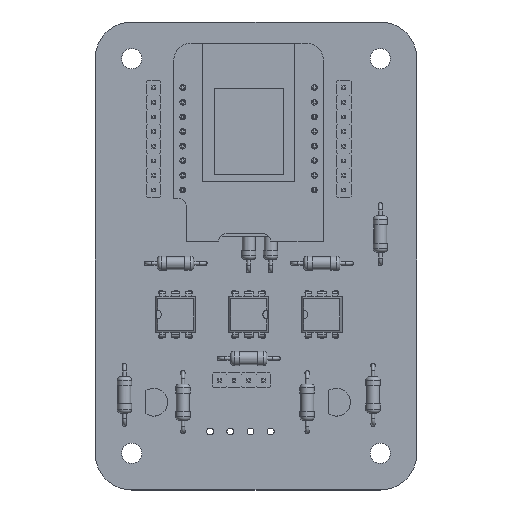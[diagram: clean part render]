
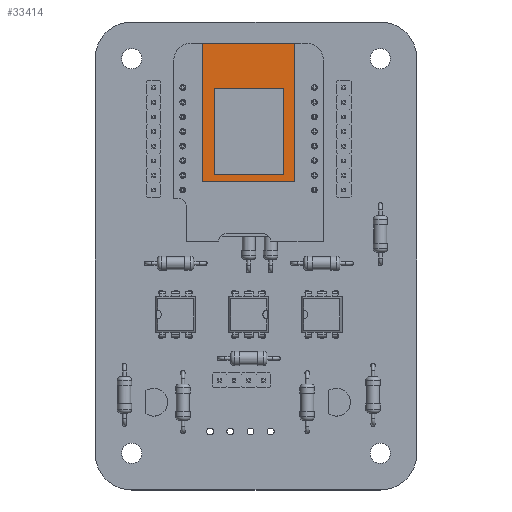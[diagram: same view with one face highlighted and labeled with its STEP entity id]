
A CAD part, top view. The second image highlights one B-rep face of the part: STEP entity #33414.
In plain terms, the highlighted planar face has unit normal (0, 0, 1).
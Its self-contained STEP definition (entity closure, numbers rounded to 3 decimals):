
#30668 = PLANE('',#30669);
#30669 = AXIS2_PLACEMENT_3D('',#30670,#30671,#30672);
#30670 = CARTESIAN_POINT('',(19.42,-16.27,11.1));
#30671 = DIRECTION('',(-1.,0.,0.));
#30672 = DIRECTION('',(0.,1.,0.));
#30696 = PLANE('',#30697);
#30697 = AXIS2_PLACEMENT_3D('',#30698,#30699,#30700);
#30698 = CARTESIAN_POINT('',(3.42,-16.27,11.1));
#30699 = DIRECTION('',(0.,1.,0.));
#30700 = DIRECTION('',(1.,0.,0.));
#30724 = PLANE('',#30725);
#30725 = AXIS2_PLACEMENT_3D('',#30726,#30727,#30728);
#30726 = CARTESIAN_POINT('',(3.42,7.73,11.1));
#30727 = DIRECTION('',(1.,0.,0.));
#30728 = DIRECTION('',(0.,-1.,0.));
#32165 = PLANE('',#32166);
#32166 = AXIS2_PLACEMENT_3D('',#32167,#32168,#32169);
#32167 = CARTESIAN_POINT('',(19.42,7.73,11.1));
#32168 = DIRECTION('',(0.,-1.,0.));
#32169 = DIRECTION('',(-1.,0.,0.));
#32203 = VERTEX_POINT('',#32204);
#32204 = CARTESIAN_POINT('',(3.42,7.73,12.3));
#32225 = EDGE_CURVE('',#32203,#32226,#32228,.T.);
#32226 = VERTEX_POINT('',#32227);
#32227 = CARTESIAN_POINT('',(3.42,-16.27,12.3));
#32228 = SURFACE_CURVE('',#32229,(#32233,#32240),.PCURVE_S1.);
#32229 = LINE('',#32230,#32231);
#32230 = CARTESIAN_POINT('',(3.42,7.73,12.3));
#32231 = VECTOR('',#32232,1.);
#32232 = DIRECTION('',(0.,-1.,0.));
#32233 = PCURVE('',#30724,#32234);
#32234 = DEFINITIONAL_REPRESENTATION('',(#32235),#32239);
#32235 = LINE('',#32236,#32237);
#32236 = CARTESIAN_POINT('',(0.,-1.2));
#32237 = VECTOR('',#32238,1.);
#32238 = DIRECTION('',(1.,0.));
#32239 = ( GEOMETRIC_REPRESENTATION_CONTEXT(2) 
PARAMETRIC_REPRESENTATION_CONTEXT() REPRESENTATION_CONTEXT('2D SPACE',''
  ) );
#32240 = PCURVE('',#32241,#32246);
#32241 = PLANE('',#32242);
#32242 = AXIS2_PLACEMENT_3D('',#32243,#32244,#32245);
#32243 = CARTESIAN_POINT('',(11.42,-4.27,12.3));
#32244 = DIRECTION('',(0.,0.,1.));
#32245 = DIRECTION('',(1.,0.,-0.));
#32246 = DEFINITIONAL_REPRESENTATION('',(#32247),#32251);
#32247 = LINE('',#32248,#32249);
#32248 = CARTESIAN_POINT('',(-8.,12.));
#32249 = VECTOR('',#32250,1.);
#32250 = DIRECTION('',(0.,-1.));
#32251 = ( GEOMETRIC_REPRESENTATION_CONTEXT(2) 
PARAMETRIC_REPRESENTATION_CONTEXT() REPRESENTATION_CONTEXT('2D SPACE',''
  ) );
#32279 = EDGE_CURVE('',#32226,#32280,#32282,.T.);
#32280 = VERTEX_POINT('',#32281);
#32281 = CARTESIAN_POINT('',(19.42,-16.27,12.3));
#32282 = SURFACE_CURVE('',#32283,(#32287,#32294),.PCURVE_S1.);
#32283 = LINE('',#32284,#32285);
#32284 = CARTESIAN_POINT('',(3.42,-16.27,12.3));
#32285 = VECTOR('',#32286,1.);
#32286 = DIRECTION('',(1.,0.,0.));
#32287 = PCURVE('',#30696,#32288);
#32288 = DEFINITIONAL_REPRESENTATION('',(#32289),#32293);
#32289 = LINE('',#32290,#32291);
#32290 = CARTESIAN_POINT('',(0.,-1.2));
#32291 = VECTOR('',#32292,1.);
#32292 = DIRECTION('',(1.,0.));
#32293 = ( GEOMETRIC_REPRESENTATION_CONTEXT(2) 
PARAMETRIC_REPRESENTATION_CONTEXT() REPRESENTATION_CONTEXT('2D SPACE',''
  ) );
#32294 = PCURVE('',#32241,#32295);
#32295 = DEFINITIONAL_REPRESENTATION('',(#32296),#32300);
#32296 = LINE('',#32297,#32298);
#32297 = CARTESIAN_POINT('',(-8.,-12.));
#32298 = VECTOR('',#32299,1.);
#32299 = DIRECTION('',(1.,0.));
#32300 = ( GEOMETRIC_REPRESENTATION_CONTEXT(2) 
PARAMETRIC_REPRESENTATION_CONTEXT() REPRESENTATION_CONTEXT('2D SPACE',''
  ) );
#32328 = EDGE_CURVE('',#32280,#32329,#32331,.T.);
#32329 = VERTEX_POINT('',#32330);
#32330 = CARTESIAN_POINT('',(19.42,7.73,12.3));
#32331 = SURFACE_CURVE('',#32332,(#32336,#32343),.PCURVE_S1.);
#32332 = LINE('',#32333,#32334);
#32333 = CARTESIAN_POINT('',(19.42,-16.27,12.3));
#32334 = VECTOR('',#32335,1.);
#32335 = DIRECTION('',(0.,1.,0.));
#32336 = PCURVE('',#30668,#32337);
#32337 = DEFINITIONAL_REPRESENTATION('',(#32338),#32342);
#32338 = LINE('',#32339,#32340);
#32339 = CARTESIAN_POINT('',(0.,-1.2));
#32340 = VECTOR('',#32341,1.);
#32341 = DIRECTION('',(1.,0.));
#32342 = ( GEOMETRIC_REPRESENTATION_CONTEXT(2) 
PARAMETRIC_REPRESENTATION_CONTEXT() REPRESENTATION_CONTEXT('2D SPACE',''
  ) );
#32343 = PCURVE('',#32241,#32344);
#32344 = DEFINITIONAL_REPRESENTATION('',(#32345),#32349);
#32345 = LINE('',#32346,#32347);
#32346 = CARTESIAN_POINT('',(8.,-12.));
#32347 = VECTOR('',#32348,1.);
#32348 = DIRECTION('',(0.,1.));
#32349 = ( GEOMETRIC_REPRESENTATION_CONTEXT(2) 
PARAMETRIC_REPRESENTATION_CONTEXT() REPRESENTATION_CONTEXT('2D SPACE',''
  ) );
#33392 = EDGE_CURVE('',#32329,#32203,#33393,.T.);
#33393 = SURFACE_CURVE('',#33394,(#33398,#33405),.PCURVE_S1.);
#33394 = LINE('',#33395,#33396);
#33395 = CARTESIAN_POINT('',(19.42,7.73,12.3));
#33396 = VECTOR('',#33397,1.);
#33397 = DIRECTION('',(-1.,0.,0.));
#33398 = PCURVE('',#32165,#33399);
#33399 = DEFINITIONAL_REPRESENTATION('',(#33400),#33404);
#33400 = LINE('',#33401,#33402);
#33401 = CARTESIAN_POINT('',(0.,-1.2));
#33402 = VECTOR('',#33403,1.);
#33403 = DIRECTION('',(1.,0.));
#33404 = ( GEOMETRIC_REPRESENTATION_CONTEXT(2) 
PARAMETRIC_REPRESENTATION_CONTEXT() REPRESENTATION_CONTEXT('2D SPACE',''
  ) );
#33405 = PCURVE('',#32241,#33406);
#33406 = DEFINITIONAL_REPRESENTATION('',(#33407),#33411);
#33407 = LINE('',#33408,#33409);
#33408 = CARTESIAN_POINT('',(8.,12.));
#33409 = VECTOR('',#33410,1.);
#33410 = DIRECTION('',(-1.,0.));
#33411 = ( GEOMETRIC_REPRESENTATION_CONTEXT(2) 
PARAMETRIC_REPRESENTATION_CONTEXT() REPRESENTATION_CONTEXT('2D SPACE',''
  ) );
#33414 = ADVANCED_FACE('',(#33415,#33421),#32241,.T.);
#33415 = FACE_BOUND('',#33416,.T.);
#33416 = EDGE_LOOP('',(#33417,#33418,#33419,#33420));
#33417 = ORIENTED_EDGE('',*,*,#32279,.T.);
#33418 = ORIENTED_EDGE('',*,*,#32328,.T.);
#33419 = ORIENTED_EDGE('',*,*,#33392,.T.);
#33420 = ORIENTED_EDGE('',*,*,#32225,.T.);
#33421 = FACE_BOUND('',#33422,.T.);
#33422 = EDGE_LOOP('',(#33423,#33453,#33481,#33509));
#33423 = ORIENTED_EDGE('',*,*,#33424,.F.);
#33424 = EDGE_CURVE('',#33425,#33427,#33429,.T.);
#33425 = VERTEX_POINT('',#33426);
#33426 = CARTESIAN_POINT('',(5.42,-15.07,12.3));
#33427 = VERTEX_POINT('',#33428);
#33428 = CARTESIAN_POINT('',(17.42,-15.07,12.3));
#33429 = SURFACE_CURVE('',#33430,(#33434,#33441),.PCURVE_S1.);
#33430 = LINE('',#33431,#33432);
#33431 = CARTESIAN_POINT('',(5.42,-15.07,12.3));
#33432 = VECTOR('',#33433,1.);
#33433 = DIRECTION('',(1.,0.,0.));
#33434 = PCURVE('',#32241,#33435);
#33435 = DEFINITIONAL_REPRESENTATION('',(#33436),#33440);
#33436 = LINE('',#33437,#33438);
#33437 = CARTESIAN_POINT('',(-6.,-10.8));
#33438 = VECTOR('',#33439,1.);
#33439 = DIRECTION('',(1.,0.));
#33440 = ( GEOMETRIC_REPRESENTATION_CONTEXT(2) 
PARAMETRIC_REPRESENTATION_CONTEXT() REPRESENTATION_CONTEXT('2D SPACE',''
  ) );
#33441 = PCURVE('',#33442,#33447);
#33442 = PLANE('',#33443);
#33443 = AXIS2_PLACEMENT_3D('',#33444,#33445,#33446);
#33444 = CARTESIAN_POINT('',(5.42,-15.07,12.3));
#33445 = DIRECTION('',(0.,1.,0.));
#33446 = DIRECTION('',(1.,0.,0.));
#33447 = DEFINITIONAL_REPRESENTATION('',(#33448),#33452);
#33448 = LINE('',#33449,#33450);
#33449 = CARTESIAN_POINT('',(0.,0.));
#33450 = VECTOR('',#33451,1.);
#33451 = DIRECTION('',(1.,0.));
#33452 = ( GEOMETRIC_REPRESENTATION_CONTEXT(2) 
PARAMETRIC_REPRESENTATION_CONTEXT() REPRESENTATION_CONTEXT('2D SPACE',''
  ) );
#33453 = ORIENTED_EDGE('',*,*,#33454,.F.);
#33454 = EDGE_CURVE('',#33455,#33425,#33457,.T.);
#33455 = VERTEX_POINT('',#33456);
#33456 = CARTESIAN_POINT('',(5.42,-0.07,12.3));
#33457 = SURFACE_CURVE('',#33458,(#33462,#33469),.PCURVE_S1.);
#33458 = LINE('',#33459,#33460);
#33459 = CARTESIAN_POINT('',(5.42,-0.07,12.3));
#33460 = VECTOR('',#33461,1.);
#33461 = DIRECTION('',(0.,-1.,0.));
#33462 = PCURVE('',#32241,#33463);
#33463 = DEFINITIONAL_REPRESENTATION('',(#33464),#33468);
#33464 = LINE('',#33465,#33466);
#33465 = CARTESIAN_POINT('',(-6.,4.2));
#33466 = VECTOR('',#33467,1.);
#33467 = DIRECTION('',(0.,-1.));
#33468 = ( GEOMETRIC_REPRESENTATION_CONTEXT(2) 
PARAMETRIC_REPRESENTATION_CONTEXT() REPRESENTATION_CONTEXT('2D SPACE',''
  ) );
#33469 = PCURVE('',#33470,#33475);
#33470 = PLANE('',#33471);
#33471 = AXIS2_PLACEMENT_3D('',#33472,#33473,#33474);
#33472 = CARTESIAN_POINT('',(5.42,-0.07,12.3));
#33473 = DIRECTION('',(1.,0.,0.));
#33474 = DIRECTION('',(0.,-1.,0.));
#33475 = DEFINITIONAL_REPRESENTATION('',(#33476),#33480);
#33476 = LINE('',#33477,#33478);
#33477 = CARTESIAN_POINT('',(0.,0.));
#33478 = VECTOR('',#33479,1.);
#33479 = DIRECTION('',(1.,0.));
#33480 = ( GEOMETRIC_REPRESENTATION_CONTEXT(2) 
PARAMETRIC_REPRESENTATION_CONTEXT() REPRESENTATION_CONTEXT('2D SPACE',''
  ) );
#33481 = ORIENTED_EDGE('',*,*,#33482,.F.);
#33482 = EDGE_CURVE('',#33483,#33455,#33485,.T.);
#33483 = VERTEX_POINT('',#33484);
#33484 = CARTESIAN_POINT('',(17.42,-0.07,12.3));
#33485 = SURFACE_CURVE('',#33486,(#33490,#33497),.PCURVE_S1.);
#33486 = LINE('',#33487,#33488);
#33487 = CARTESIAN_POINT('',(17.42,-0.07,12.3));
#33488 = VECTOR('',#33489,1.);
#33489 = DIRECTION('',(-1.,0.,0.));
#33490 = PCURVE('',#32241,#33491);
#33491 = DEFINITIONAL_REPRESENTATION('',(#33492),#33496);
#33492 = LINE('',#33493,#33494);
#33493 = CARTESIAN_POINT('',(6.,4.2));
#33494 = VECTOR('',#33495,1.);
#33495 = DIRECTION('',(-1.,0.));
#33496 = ( GEOMETRIC_REPRESENTATION_CONTEXT(2) 
PARAMETRIC_REPRESENTATION_CONTEXT() REPRESENTATION_CONTEXT('2D SPACE',''
  ) );
#33497 = PCURVE('',#33498,#33503);
#33498 = PLANE('',#33499);
#33499 = AXIS2_PLACEMENT_3D('',#33500,#33501,#33502);
#33500 = CARTESIAN_POINT('',(17.42,-0.07,12.3));
#33501 = DIRECTION('',(0.,-1.,0.));
#33502 = DIRECTION('',(-1.,0.,0.));
#33503 = DEFINITIONAL_REPRESENTATION('',(#33504),#33508);
#33504 = LINE('',#33505,#33506);
#33505 = CARTESIAN_POINT('',(0.,-0.));
#33506 = VECTOR('',#33507,1.);
#33507 = DIRECTION('',(1.,0.));
#33508 = ( GEOMETRIC_REPRESENTATION_CONTEXT(2) 
PARAMETRIC_REPRESENTATION_CONTEXT() REPRESENTATION_CONTEXT('2D SPACE',''
  ) );
#33509 = ORIENTED_EDGE('',*,*,#33510,.F.);
#33510 = EDGE_CURVE('',#33427,#33483,#33511,.T.);
#33511 = SURFACE_CURVE('',#33512,(#33516,#33523),.PCURVE_S1.);
#33512 = LINE('',#33513,#33514);
#33513 = CARTESIAN_POINT('',(17.42,-15.07,12.3));
#33514 = VECTOR('',#33515,1.);
#33515 = DIRECTION('',(0.,1.,0.));
#33516 = PCURVE('',#32241,#33517);
#33517 = DEFINITIONAL_REPRESENTATION('',(#33518),#33522);
#33518 = LINE('',#33519,#33520);
#33519 = CARTESIAN_POINT('',(6.,-10.8));
#33520 = VECTOR('',#33521,1.);
#33521 = DIRECTION('',(0.,1.));
#33522 = ( GEOMETRIC_REPRESENTATION_CONTEXT(2) 
PARAMETRIC_REPRESENTATION_CONTEXT() REPRESENTATION_CONTEXT('2D SPACE',''
  ) );
#33523 = PCURVE('',#33524,#33529);
#33524 = PLANE('',#33525);
#33525 = AXIS2_PLACEMENT_3D('',#33526,#33527,#33528);
#33526 = CARTESIAN_POINT('',(17.42,-15.07,12.3));
#33527 = DIRECTION('',(-1.,0.,0.));
#33528 = DIRECTION('',(0.,1.,0.));
#33529 = DEFINITIONAL_REPRESENTATION('',(#33530),#33534);
#33530 = LINE('',#33531,#33532);
#33531 = CARTESIAN_POINT('',(0.,0.));
#33532 = VECTOR('',#33533,1.);
#33533 = DIRECTION('',(1.,0.));
#33534 = ( GEOMETRIC_REPRESENTATION_CONTEXT(2) 
PARAMETRIC_REPRESENTATION_CONTEXT() REPRESENTATION_CONTEXT('2D SPACE',''
  ) );
